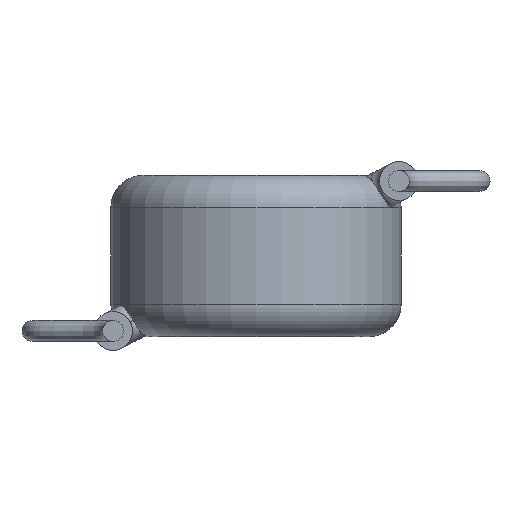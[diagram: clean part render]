
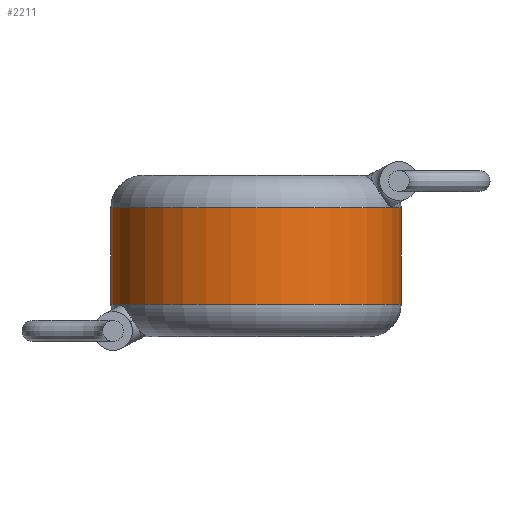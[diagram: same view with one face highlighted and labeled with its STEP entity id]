
A CAD part, front view. The second image highlights one B-rep face of the part: STEP entity #2211.
In plain terms, the highlighted cylindrical face has radius 4.5 mm (diameter 9 mm), a partial arc.
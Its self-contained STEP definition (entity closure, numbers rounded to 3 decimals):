
#149 = EDGE_CURVE ( 'NONE', #1435, #2074, #1394, .T. ) ;
#238 = EDGE_CURVE ( 'NONE', #1435, #1527, #1143, .T. ) ;
#386 = CARTESIAN_POINT ( 'NONE',  ( 0., 0., 4. ) ) ;
#961 = DIRECTION ( 'NONE',  ( 1., 0., 0. ) ) ;
#1008 = DIRECTION ( 'NONE',  ( 0., 0., -1. ) ) ;
#1024 = DIRECTION ( 'NONE',  ( 0., 0., -1. ) ) ;
#1143 = CIRCLE ( 'NONE', #3084, 4.5 ) ;
#1352 = CARTESIAN_POINT ( 'NONE',  ( 4.5, 0., 1. ) ) ;
#1374 = ORIENTED_EDGE ( 'NONE', *, *, #238, .T. ) ;
#1394 = LINE ( 'NONE', #2064, #4333 ) ;
#1435 = VERTEX_POINT ( 'NONE', #3779 ) ;
#1527 = VERTEX_POINT ( 'NONE', #4103 ) ;
#1597 = CIRCLE ( 'NONE', #3382, 4.5 ) ;
#1627 = CARTESIAN_POINT ( 'NONE',  ( 0., 0., 1. ) ) ;
#1697 = CARTESIAN_POINT ( 'NONE',  ( -4.5, 0., 1. ) ) ;
#1820 = LINE ( 'NONE', #1962, #3139 ) ;
#1927 = EDGE_CURVE ( 'NONE', #1527, #4299, #1820, .T. ) ;
#1962 = CARTESIAN_POINT ( 'NONE',  ( -4.5, 0., 5. ) ) ;
#2028 = ORIENTED_EDGE ( 'NONE', *, *, #3146, .T. ) ;
#2033 = AXIS2_PLACEMENT_3D ( 'NONE', #4347, #3996, #2283 ) ;
#2064 = CARTESIAN_POINT ( 'NONE',  ( 4.5, 0., 5. ) ) ;
#2074 = VERTEX_POINT ( 'NONE', #1352 ) ;
#2102 = ORIENTED_EDGE ( 'NONE', *, *, #149, .F. ) ;
#2211 = ADVANCED_FACE ( 'NONE', ( #2913 ), #2242, .T. ) ;
#2220 = EDGE_LOOP ( 'NONE', ( #2102, #1374, #3166, #2028 ) ) ;
#2242 = CYLINDRICAL_SURFACE ( 'NONE', #2033, 4.5 ) ;
#2283 = DIRECTION ( 'NONE',  ( -1., 0., 0. ) ) ;
#2913 = FACE_OUTER_BOUND ( 'NONE', #2220, .T. ) ;
#2963 = DIRECTION ( 'NONE',  ( 0., 0., -1. ) ) ;
#3084 = AXIS2_PLACEMENT_3D ( 'NONE', #386, #1008, #3366 ) ;
#3139 = VECTOR ( 'NONE', #2963, 1000. ) ;
#3146 = EDGE_CURVE ( 'NONE', #4299, #2074, #1597, .T. ) ;
#3166 = ORIENTED_EDGE ( 'NONE', *, *, #1927, .T. ) ;
#3366 = DIRECTION ( 'NONE',  ( 1., 0., 0. ) ) ;
#3382 = AXIS2_PLACEMENT_3D ( 'NONE', #1627, #4020, #961 ) ;
#3779 = CARTESIAN_POINT ( 'NONE',  ( 4.5, 0., 4. ) ) ;
#3996 = DIRECTION ( 'NONE',  ( 0., 0., -1. ) ) ;
#4020 = DIRECTION ( 'NONE',  ( 0., 0., 1. ) ) ;
#4103 = CARTESIAN_POINT ( 'NONE',  ( -4.5, 0., 4. ) ) ;
#4299 = VERTEX_POINT ( 'NONE', #1697 ) ;
#4333 = VECTOR ( 'NONE', #1024, 1000. ) ;
#4347 = CARTESIAN_POINT ( 'NONE',  ( 0., 0., 5. ) ) ;
